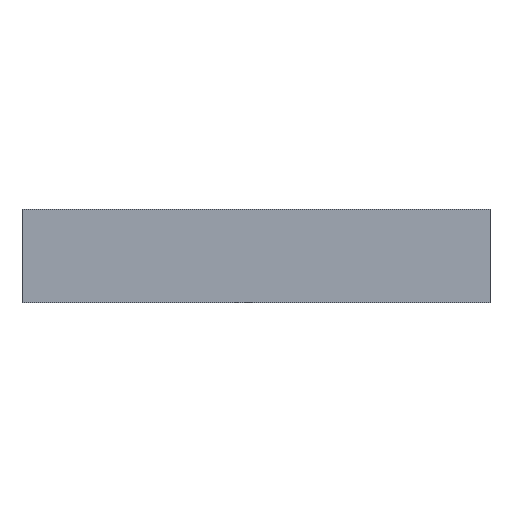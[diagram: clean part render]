
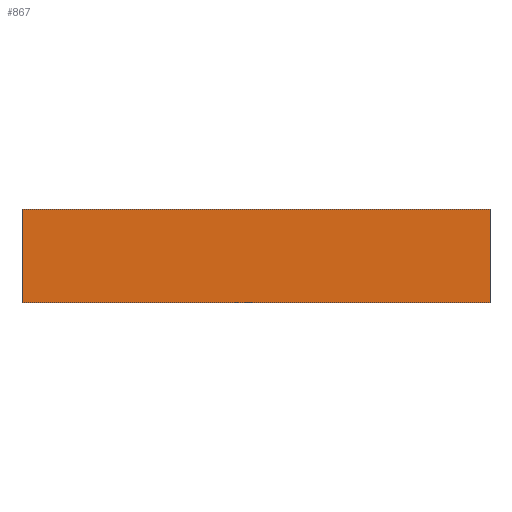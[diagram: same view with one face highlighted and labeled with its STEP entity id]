
A CAD part, left-side view. The second image highlights one B-rep face of the part: STEP entity #867.
In plain terms, the highlighted planar face has unit normal (-1, 0, 0).
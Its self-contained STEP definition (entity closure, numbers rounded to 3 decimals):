
#57 = CARTESIAN_POINT ( 'NONE',  ( -50., -50., 0. ) ) ;
#184 = DIRECTION ( 'NONE',  ( 0., 0., -1. ) ) ;
#248 = PLANE ( 'NONE',  #324 ) ;
#324 = AXIS2_PLACEMENT_3D ( 'NONE', #1108, #1130, #370 ) ;
#370 = DIRECTION ( 'NONE',  ( 0., 1., 0. ) ) ;
#416 = ORIENTED_EDGE ( 'NONE', *, *, #1357, .T. ) ;
#452 = VECTOR ( 'NONE', #730, 1000. ) ;
#531 = VECTOR ( 'NONE', #968, 1000. ) ;
#570 = LINE ( 'NONE', #719, #531 ) ;
#679 = VECTOR ( 'NONE', #184, 1000. ) ;
#704 = EDGE_CURVE ( 'NONE', #1092, #877, #1203, .T. ) ;
#719 = CARTESIAN_POINT ( 'NONE',  ( -50., -50., 20. ) ) ;
#730 = DIRECTION ( 'NONE',  ( 0., -1., 0. ) ) ;
#819 = EDGE_CURVE ( 'NONE', #1442, #1038, #570, .T. ) ;
#867 = ADVANCED_FACE ( 'NONE', ( #1348 ), #248, .F. ) ;
#877 = VERTEX_POINT ( 'NONE', #997 ) ;
#901 = LINE ( 'NONE', #912, #1437 ) ;
#909 = CARTESIAN_POINT ( 'NONE',  ( -50., 50., 20. ) ) ;
#912 = CARTESIAN_POINT ( 'NONE',  ( -50., -50., 0. ) ) ;
#968 = DIRECTION ( 'NONE',  ( 0., 0., -1. ) ) ;
#997 = CARTESIAN_POINT ( 'NONE',  ( -50., 50., 0. ) ) ;
#1038 = VERTEX_POINT ( 'NONE', #57 ) ;
#1092 = VERTEX_POINT ( 'NONE', #1222 ) ;
#1108 = CARTESIAN_POINT ( 'NONE',  ( -50., -50., 20. ) ) ;
#1130 = DIRECTION ( 'NONE',  ( 1., 0., 0. ) ) ;
#1150 = DIRECTION ( 'NONE',  ( 0., -1., 0. ) ) ;
#1170 = EDGE_CURVE ( 'NONE', #1092, #1442, #1542, .T. ) ;
#1192 = ORIENTED_EDGE ( 'NONE', *, *, #819, .F. ) ;
#1203 = LINE ( 'NONE', #909, #679 ) ;
#1219 = CARTESIAN_POINT ( 'NONE',  ( -50., -50., 20. ) ) ;
#1222 = CARTESIAN_POINT ( 'NONE',  ( -50., 50., 20. ) ) ;
#1246 = ORIENTED_EDGE ( 'NONE', *, *, #1170, .F. ) ;
#1298 = EDGE_LOOP ( 'NONE', ( #416, #1192, #1246, #1470 ) ) ;
#1348 = FACE_OUTER_BOUND ( 'NONE', #1298, .T. ) ;
#1357 = EDGE_CURVE ( 'NONE', #877, #1038, #901, .T. ) ;
#1437 = VECTOR ( 'NONE', #1150, 1000. ) ;
#1440 = CARTESIAN_POINT ( 'NONE',  ( -50., -50., 20. ) ) ;
#1442 = VERTEX_POINT ( 'NONE', #1219 ) ;
#1470 = ORIENTED_EDGE ( 'NONE', *, *, #704, .T. ) ;
#1542 = LINE ( 'NONE', #1440, #452 ) ;
